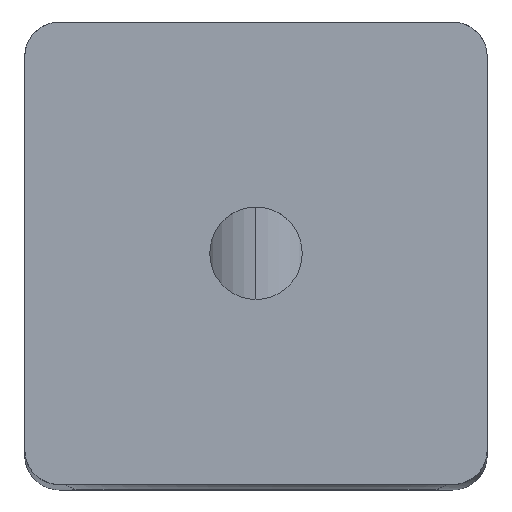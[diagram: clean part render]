
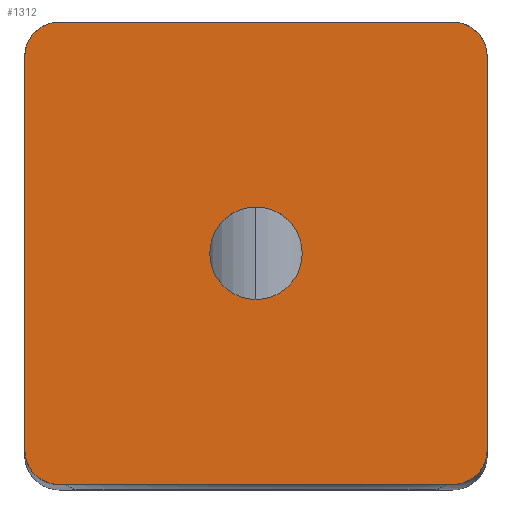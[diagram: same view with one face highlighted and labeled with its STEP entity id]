
A CAD part, top view. The second image highlights one B-rep face of the part: STEP entity #1312.
In plain terms, the highlighted face is planar.
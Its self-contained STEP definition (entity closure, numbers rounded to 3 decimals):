
#112 = DIRECTION ( 'NONE',  ( 0., 0., 1. ) ) ;
#398 = AXIS2_PLACEMENT_3D ( 'NONE', #4675, #18391, #6658 ) ;
#581 = AXIS2_PLACEMENT_3D ( 'NONE', #11936, #112, #13901 ) ;
#915 = VERTEX_POINT ( 'NONE', #1527 ) ;
#1183 = VERTEX_POINT ( 'NONE', #2256 ) ;
#1194 = VERTEX_POINT ( 'NONE', #19830 ) ;
#1312 = ADVANCED_FACE ( 'NONE', ( #18235, #1917 ), #15754, .T. ) ;
#1506 = DIRECTION ( 'NONE',  ( 0., 0., -1. ) ) ;
#1527 = CARTESIAN_POINT ( 'NONE',  ( 0., -4., 0. ) ) ;
#1884 = DIRECTION ( 'NONE',  ( 0., 0., -1. ) ) ;
#1917 = FACE_OUTER_BOUND ( 'NONE', #15540, .T. ) ;
#2256 = CARTESIAN_POINT ( 'NONE',  ( -17., -20., 0. ) ) ;
#2393 = VERTEX_POINT ( 'NONE', #10275 ) ;
#2444 = CARTESIAN_POINT ( 'NONE',  ( -20., -17., 0. ) ) ;
#2499 = DIRECTION ( 'NONE',  ( 1., 0., 0. ) ) ;
#3124 = ORIENTED_EDGE ( 'NONE', *, *, #7520, .T. ) ;
#3873 = DIRECTION ( 'NONE',  ( 0., 0., -1. ) ) ;
#3921 = CARTESIAN_POINT ( 'NONE',  ( -17., 17., 0. ) ) ;
#3933 = EDGE_CURVE ( 'NONE', #2393, #21866, #7212, .T. ) ;
#4024 = ORIENTED_EDGE ( 'NONE', *, *, #18790, .T. ) ;
#4167 = CARTESIAN_POINT ( 'NONE',  ( -20., 0., 0. ) ) ;
#4523 = ORIENTED_EDGE ( 'NONE', *, *, #20167, .T. ) ;
#4675 = CARTESIAN_POINT ( 'NONE',  ( 0., 0., 0. ) ) ;
#5736 = ORIENTED_EDGE ( 'NONE', *, *, #23960, .T. ) ;
#5924 = DIRECTION ( 'NONE',  ( -1., 0., 0. ) ) ;
#6658 = DIRECTION ( 'NONE',  ( 0., -1., 0. ) ) ;
#7195 = VERTEX_POINT ( 'NONE', #2444 ) ;
#7212 = B_SPLINE_CURVE_WITH_KNOTS ( 'NONE', 1,
 ( #12869, #16790 ),
 .UNSPECIFIED., .F., .F.,
 ( 2, 2 ),
 ( 0., 1. ),
 .UNSPECIFIED. ) ;
#7225 = VERTEX_POINT ( 'NONE', #20277 ) ;
#7407 = VECTOR ( 'NONE', #12111, 1000. ) ;
#7520 = EDGE_CURVE ( 'NONE', #20435, #1183, #23138, .T. ) ;
#8506 = DIRECTION ( 'NONE',  ( 0., 0., -1. ) ) ;
#9024 = LINE ( 'NONE', #16257, #19384 ) ;
#10275 = CARTESIAN_POINT ( 'NONE',  ( 20., -17., 0. ) ) ;
#11539 = VECTOR ( 'NONE', #13602, 1000. ) ;
#11840 = CIRCLE ( 'NONE', #21168, 3. ) ;
#11936 = CARTESIAN_POINT ( 'NONE',  ( 0., 0., 0. ) ) ;
#12028 = AXIS2_PLACEMENT_3D ( 'NONE', #13336, #1506, #15294 ) ;
#12111 = DIRECTION ( 'NONE',  ( 0., 1., 0. ) ) ;
#12356 = CARTESIAN_POINT ( 'NONE',  ( 0., 4., 0. ) ) ;
#12703 = EDGE_CURVE ( 'NONE', #7195, #1194, #17812, .T. ) ;
#12869 = CARTESIAN_POINT ( 'NONE',  ( 20., -17., 0. ) ) ;
#13173 = CIRCLE ( 'NONE', #22945, 3. ) ;
#13336 = CARTESIAN_POINT ( 'NONE',  ( -17., -17., 0. ) ) ;
#13602 = DIRECTION ( 'NONE',  ( -1., 0., 0. ) ) ;
#13697 = CARTESIAN_POINT ( 'NONE',  ( 17., -17., 0. ) ) ;
#13901 = DIRECTION ( 'NONE',  ( 0., -1., 0. ) ) ;
#15294 = DIRECTION ( 'NONE',  ( -1., 0., 0. ) ) ;
#15540 = EDGE_LOOP ( 'NONE', ( #3124, #21405, #18805, #23729, #4024, #24700, #23149, #5736 ) ) ;
#15666 = DIRECTION ( 'NONE',  ( -1., 0., 0. ) ) ;
#15668 = DIRECTION ( 'NONE',  ( -1., 0., 0. ) ) ;
#15754 = PLANE ( 'NONE',  #21508 ) ;
#16257 = CARTESIAN_POINT ( 'NONE',  ( 0., 20., 0. ) ) ;
#16412 = EDGE_CURVE ( 'NONE', #1183, #7195, #22208, .T. ) ;
#16481 = EDGE_CURVE ( 'NONE', #1194, #16501, #11840, .T. ) ;
#16501 = VERTEX_POINT ( 'NONE', #19612 ) ;
#16790 = CARTESIAN_POINT ( 'NONE',  ( 20., 17., 0. ) ) ;
#16897 = CARTESIAN_POINT ( 'NONE',  ( 17., -20., 0. ) ) ;
#17665 = DIRECTION ( 'NONE',  ( 0., 0., -1. ) ) ;
#17812 = LINE ( 'NONE', #4167, #7407 ) ;
#18235 = FACE_BOUND ( 'NONE', #18802, .T. ) ;
#18391 = DIRECTION ( 'NONE',  ( 0., 0., 1. ) ) ;
#18790 = EDGE_CURVE ( 'NONE', #16501, #7225, #9024, .T. ) ;
#18802 = EDGE_LOOP ( 'NONE', ( #4523, #19031 ) ) ;
#18805 = ORIENTED_EDGE ( 'NONE', *, *, #12703, .T. ) ;
#19031 = ORIENTED_EDGE ( 'NONE', *, *, #23425, .T. ) ;
#19384 = VECTOR ( 'NONE', #2499, 1000. ) ;
#19612 = CARTESIAN_POINT ( 'NONE',  ( -17., 20., 0. ) ) ;
#19720 = VERTEX_POINT ( 'NONE', #12356 ) ;
#19830 = CARTESIAN_POINT ( 'NONE',  ( -20., 17., 0. ) ) ;
#19894 = CIRCLE ( 'NONE', #581, 4. ) ;
#20167 = EDGE_CURVE ( 'NONE', #915, #19720, #23025, .T. ) ;
#20184 = CARTESIAN_POINT ( 'NONE',  ( 17., 17., 0. ) ) ;
#20277 = CARTESIAN_POINT ( 'NONE',  ( 17., 20., 0. ) ) ;
#20435 = VERTEX_POINT ( 'NONE', #16897 ) ;
#21109 = CIRCLE ( 'NONE', #23433, 3. ) ;
#21168 = AXIS2_PLACEMENT_3D ( 'NONE', #3921, #17665, #5924 ) ;
#21354 = CARTESIAN_POINT ( 'NONE',  ( 0., -20., 0. ) ) ;
#21405 = ORIENTED_EDGE ( 'NONE', *, *, #16412, .T. ) ;
#21508 = AXIS2_PLACEMENT_3D ( 'NONE', #25461, #3873, #15668 ) ;
#21866 = VERTEX_POINT ( 'NONE', #24397 ) ;
#22139 = DIRECTION ( 'NONE',  ( -1., 0., 0. ) ) ;
#22208 = CIRCLE ( 'NONE', #12028, 3. ) ;
#22945 = AXIS2_PLACEMENT_3D ( 'NONE', #13697, #1884, #15666 ) ;
#23025 = CIRCLE ( 'NONE', #398, 4. ) ;
#23138 = LINE ( 'NONE', #21354, #11539 ) ;
#23149 = ORIENTED_EDGE ( 'NONE', *, *, #3933, .F. ) ;
#23321 = EDGE_CURVE ( 'NONE', #7225, #21866, #21109, .T. ) ;
#23425 = EDGE_CURVE ( 'NONE', #19720, #915, #19894, .T. ) ;
#23433 = AXIS2_PLACEMENT_3D ( 'NONE', #20184, #8506, #22139 ) ;
#23729 = ORIENTED_EDGE ( 'NONE', *, *, #16481, .T. ) ;
#23960 = EDGE_CURVE ( 'NONE', #2393, #20435, #13173, .T. ) ;
#24397 = CARTESIAN_POINT ( 'NONE',  ( 20., 17., 0. ) ) ;
#24700 = ORIENTED_EDGE ( 'NONE', *, *, #23321, .T. ) ;
#25461 = CARTESIAN_POINT ( 'NONE',  ( 20., -20., 0. ) ) ;
